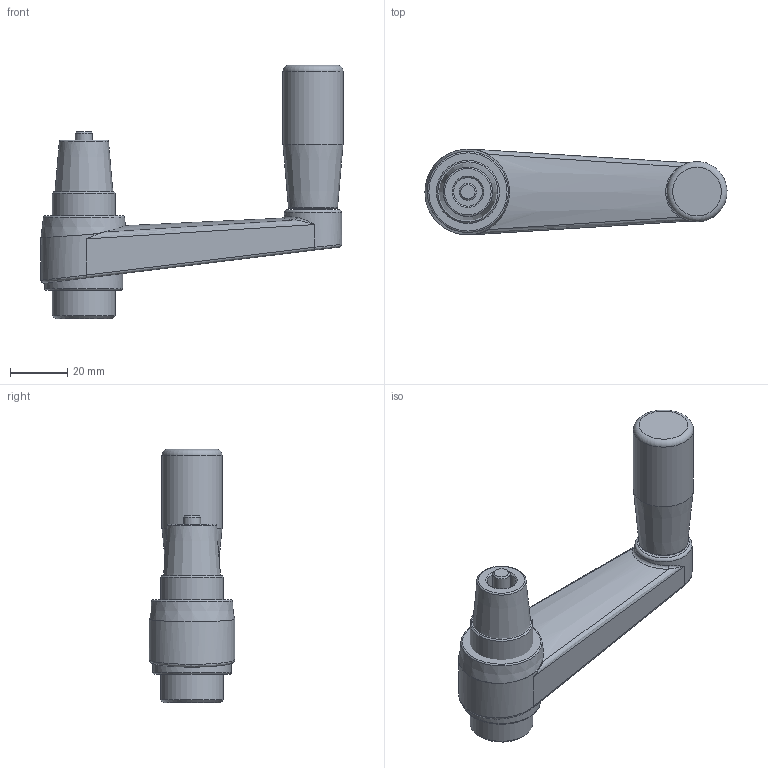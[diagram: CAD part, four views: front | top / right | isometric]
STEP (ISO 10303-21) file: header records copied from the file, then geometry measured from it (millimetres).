
FILE_DESCRIPTION( ( 'Unknown' ), '1' );
FILE_NAME( '6335030_MV80-M.stp', 'Unknown', ( 'Unknown' ), ( 'Unknown' ), 'XStep 1.0', 'Unknown', ' ' );
FILE_SCHEMA( ( 'CONFIG_CONTROL_DESIGN' ) );
Length unit declared in the file: millimetre
Products named in the file (7): Assem1; 8700250; 1801102; 1831092; 1833074; 1831035; 8900099
Bounding box: 105.49 x 29.95 x 88.5 mm (x, y, z)
Volume: 95881 mm3; surface area: 52301.8 mm2
Topology: 12 solids, 12 shells, 450 faces, 1138 edges, 724 vertices
Faces by surface type: plane 200, cylinder 152, bspline 44, cone 36, torus 18
Full cylindrical faces by diameter (mm): 4 x2, 5 x4, 6 x2, 6.8 x4, 7.9 x2, 8 x4, 10 x4, 19 x2, 20 x2, 21 x2, 22 x6, 24 x4, 27.306 x2
Entity records: 9590 total; most frequent: CARTESIAN_POINT 4273, ORIENTED_EDGE 1032, DIRECTION 985, EDGE_CURVE 516, AXIS2_PLACEMENT_3D 384, VERTEX_POINT 352, EDGE_LOOP 279, FACE_OUTER_BOUND 251
